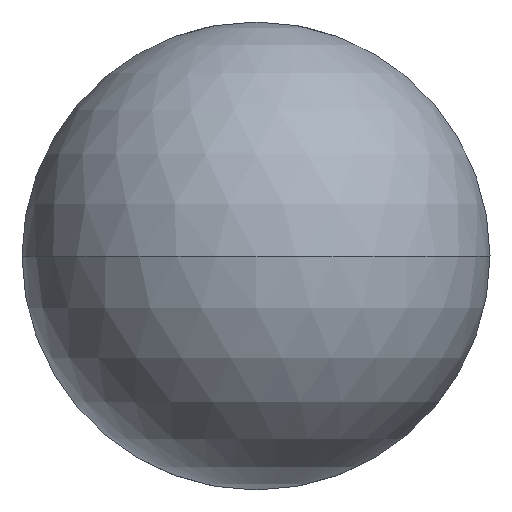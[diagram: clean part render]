
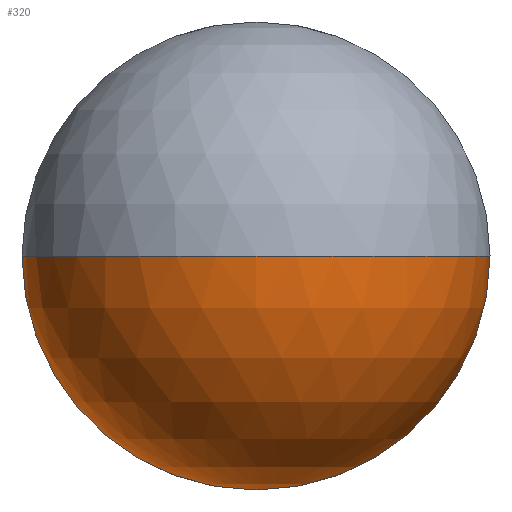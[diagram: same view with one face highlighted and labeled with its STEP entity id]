
A CAD part, front view. The second image highlights one B-rep face of the part: STEP entity #320.
In plain terms, the highlighted spherical face has radius 6.35 mm.
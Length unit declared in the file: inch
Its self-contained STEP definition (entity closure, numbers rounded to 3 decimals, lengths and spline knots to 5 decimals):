
#5 = CARTESIAN_POINT ( 'NONE',  ( 0., 0.25, 0. ) ) ;
#9 = AXIS2_PLACEMENT_3D ( 'NONE', #169, #368, #77 ) ;
#19 = VERTEX_POINT ( 'NONE', #332 ) ;
#44 = DIRECTION ( 'NONE',  ( -1., 0., 0. ) ) ;
#46 = CIRCLE ( 'NONE', #485, 0.25 ) ;
#58 = CIRCLE ( 'NONE', #274, 0.25 ) ;
#62 = ORIENTED_EDGE ( 'NONE', *, *, #117, .T. ) ;
#64 = VERTEX_POINT ( 'NONE', #443 ) ;
#77 = DIRECTION ( 'NONE',  ( 0., 0., -1. ) ) ;
#78 = EDGE_CURVE ( 'NONE', #19, #64, #46, .T. ) ;
#101 = AXIS2_PLACEMENT_3D ( 'NONE', #5, #482, #403 ) ;
#110 = CARTESIAN_POINT ( 'NONE',  ( 0., 0.25, -0.25 ) ) ;
#117 = EDGE_CURVE ( 'NONE', #478, #313, #129, .T. ) ;
#123 = CARTESIAN_POINT ( 'NONE',  ( 0., 0.25, 0. ) ) ;
#129 = CIRCLE ( 'NONE', #9, 0.25 ) ;
#130 = CIRCLE ( 'NONE', #101, 0.25 ) ;
#163 = CARTESIAN_POINT ( 'NONE',  ( 0., 0.25, 0. ) ) ;
#165 = SPHERICAL_SURFACE ( 'NONE', #475, 0.25 ) ;
#169 = CARTESIAN_POINT ( 'NONE',  ( 0., 0.25, 0. ) ) ;
#191 = EDGE_CURVE ( 'NONE', #478, #64, #58, .T. ) ;
#231 = ORIENTED_EDGE ( 'NONE', *, *, #78, .T. ) ;
#241 = CARTESIAN_POINT ( 'NONE',  ( 0., 0.25, 0. ) ) ;
#274 = AXIS2_PLACEMENT_3D ( 'NONE', #163, #421, #424 ) ;
#306 = ORIENTED_EDGE ( 'NONE', *, *, #345, .T. ) ;
#307 = FACE_OUTER_BOUND ( 'NONE', #344, .T. ) ;
#313 = VERTEX_POINT ( 'NONE', #110 ) ;
#318 = DIRECTION ( 'NONE',  ( -1., 0., 0. ) ) ;
#320 = ADVANCED_FACE ( 'NONE', ( #307 ), #165, .T. ) ;
#323 = DIRECTION ( 'NONE',  ( 0., 0., -1. ) ) ;
#332 = CARTESIAN_POINT ( 'NONE',  ( 0.25, 0.25, 0. ) ) ;
#344 = EDGE_LOOP ( 'NONE', ( #62, #306, #231, #432 ) ) ;
#345 = EDGE_CURVE ( 'NONE', #313, #19, #130, .T. ) ;
#368 = DIRECTION ( 'NONE',  ( 0., -1., 0. ) ) ;
#370 = DIRECTION ( 'NONE',  ( 0., 0., -1. ) ) ;
#403 = DIRECTION ( 'NONE',  ( 0., 0., -1. ) ) ;
#421 = DIRECTION ( 'NONE',  ( 0., 0., 1. ) ) ;
#423 = CARTESIAN_POINT ( 'NONE',  ( -0.25, 0.25, 0. ) ) ;
#424 = DIRECTION ( 'NONE',  ( 1., 0., 0. ) ) ;
#432 = ORIENTED_EDGE ( 'NONE', *, *, #191, .F. ) ;
#443 = CARTESIAN_POINT ( 'NONE',  ( 0., 0., 0. ) ) ;
#475 = AXIS2_PLACEMENT_3D ( 'NONE', #241, #323, #44 ) ;
#478 = VERTEX_POINT ( 'NONE', #423 ) ;
#482 = DIRECTION ( 'NONE',  ( 0., -1., 0. ) ) ;
#485 = AXIS2_PLACEMENT_3D ( 'NONE', #123, #370, #318 ) ;
